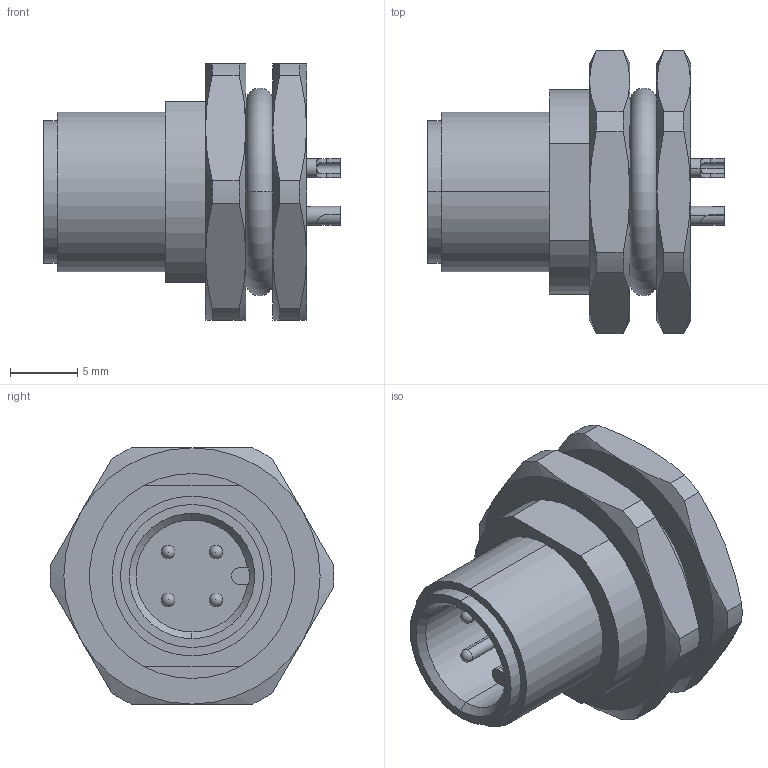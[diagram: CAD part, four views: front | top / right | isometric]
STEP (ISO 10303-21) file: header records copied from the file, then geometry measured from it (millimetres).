
FILE_DESCRIPTION (( 'STEP AP203' ), '1' );
FILE_NAME ('P185.STEP', '2020-03-31T06:06:07', ( 'edpusr' ), ( 'Microsoft' ), 'SwSTEP 2.0', 'SolidWorks 2015', '' );
FILE_SCHEMA (( 'CONFIG_CONTROL_DESIGN' ));
Length unit declared in the file: millimetre
Products named in the file (1): P185
Bounding box: 22 x 21.02 x 19 mm (x, y, z)
Volume: 3038 mm3; surface area: 2314.9 mm2
Topology: 1 solids, 1 shells, 134 faces, 341 edges, 211 vertices
Faces by surface type: cylinder 54, plane 40, cone 34, sphere 4, torus 2
Entity records: 4152 total; most frequent: CARTESIAN_POINT 986, DIRECTION 649, ORIENTED_EDGE 642, EDGE_CURVE 321, AXIS2_PLACEMENT_3D 264, VERTEX_POINT 203, EDGE_LOOP 148, FACE_OUTER_BOUND 134
